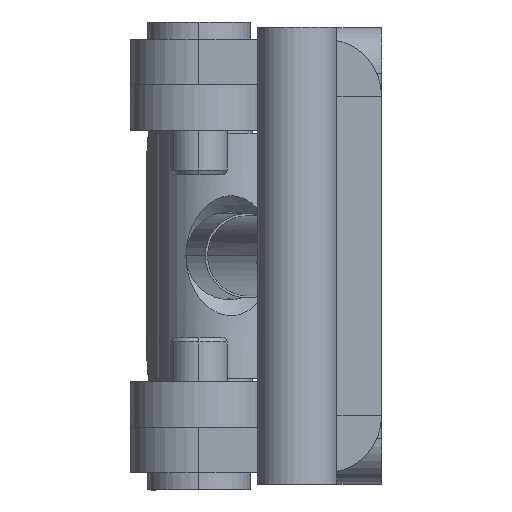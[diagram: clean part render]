
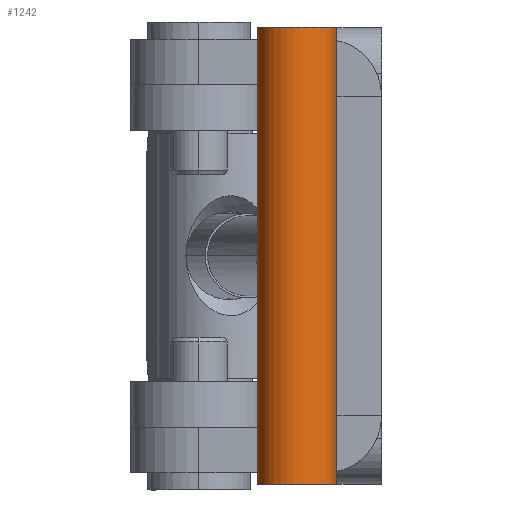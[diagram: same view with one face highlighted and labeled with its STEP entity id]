
A CAD part, left-side view. The second image highlights one B-rep face of the part: STEP entity #1242.
In plain terms, the highlighted cylindrical face has radius 3.5 mm (diameter 7 mm), a partial arc.
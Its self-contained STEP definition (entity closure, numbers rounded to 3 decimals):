
#13 = ORIENTED_EDGE ( 'NONE', *, *, #3354, .F. ) ;
#80 = VERTEX_POINT ( 'NONE', #3411 ) ;
#117 = LINE ( 'NONE', #792, #1106 ) ;
#620 = CARTESIAN_POINT ( 'NONE',  ( 20., 85., 0. ) ) ;
#697 = CARTESIAN_POINT ( 'NONE',  ( 20., 85., 3.5 ) ) ;
#728 = ORIENTED_EDGE ( 'NONE', *, *, #2575, .T. ) ;
#746 = FACE_OUTER_BOUND ( 'NONE', #1343, .T. ) ;
#778 = VERTEX_POINT ( 'NONE', #2371 ) ;
#792 = CARTESIAN_POINT ( 'NONE',  ( 20., 85., -3.5 ) ) ;
#1035 = CARTESIAN_POINT ( 'NONE',  ( 20., 85., -3.5 ) ) ;
#1106 = VECTOR ( 'NONE', #1743, 1000. ) ;
#1222 = ORIENTED_EDGE ( 'NONE', *, *, #1731, .F. ) ;
#1242 = ADVANCED_FACE ( 'NONE', ( #746 ), #2287, .T. ) ;
#1263 = CARTESIAN_POINT ( 'NONE',  ( -20., 85., -3.5 ) ) ;
#1343 = EDGE_LOOP ( 'NONE', ( #1222, #3671, #728, #2991, #13, #2890 ) ) ;
#1358 = AXIS2_PLACEMENT_3D ( 'NONE', #1431, #3369, #3996 ) ;
#1431 = CARTESIAN_POINT ( 'NONE',  ( -20., 85., 0. ) ) ;
#1452 = AXIS2_PLACEMENT_3D ( 'NONE', #3000, #2984, #2967 ) ;
#1523 = CIRCLE ( 'NONE', #1452, 3.5 ) ;
#1638 = LINE ( 'NONE', #3182, #3837 ) ;
#1644 = CARTESIAN_POINT ( 'NONE',  ( 20., 85., 3.5 ) ) ;
#1731 = EDGE_CURVE ( 'NONE', #3764, #2510, #1523, .T. ) ;
#1743 = DIRECTION ( 'NONE',  ( -1., 0., 0. ) ) ;
#2034 = EDGE_CURVE ( 'NONE', #3764, #80, #2176, .T. ) ;
#2176 = LINE ( 'NONE', #1035, #3441 ) ;
#2250 = LINE ( 'NONE', #1644, #3789 ) ;
#2287 = CYLINDRICAL_SURFACE ( 'NONE', #3854, 3.5 ) ;
#2355 = VERTEX_POINT ( 'NONE', #1263 ) ;
#2370 = EDGE_CURVE ( 'NONE', #2355, #778, #2936, .T. ) ;
#2371 = CARTESIAN_POINT ( 'NONE',  ( -20., 85., 3.5 ) ) ;
#2510 = VERTEX_POINT ( 'NONE', #697 ) ;
#2575 = EDGE_CURVE ( 'NONE', #80, #2355, #117, .T. ) ;
#2619 = DIRECTION ( 'NONE',  ( -1., 0., 0. ) ) ;
#2663 = DIRECTION ( 'NONE',  ( -1., 0., 0. ) ) ;
#2687 = CARTESIAN_POINT ( 'NONE',  ( 0., 85., 3.5 ) ) ;
#2890 = ORIENTED_EDGE ( 'NONE', *, *, #3013, .F. ) ;
#2936 = CIRCLE ( 'NONE', #1358, 3.5 ) ;
#2967 = DIRECTION ( 'NONE',  ( 0., 0., -1. ) ) ;
#2984 = DIRECTION ( 'NONE',  ( 1., 0., 0. ) ) ;
#2991 = ORIENTED_EDGE ( 'NONE', *, *, #2370, .T. ) ;
#3000 = CARTESIAN_POINT ( 'NONE',  ( 20., 85., 0. ) ) ;
#3013 = EDGE_CURVE ( 'NONE', #2510, #4115, #1638, .T. ) ;
#3165 = DIRECTION ( 'NONE',  ( -1., 0., 0. ) ) ;
#3182 = CARTESIAN_POINT ( 'NONE',  ( 20., 85., 3.5 ) ) ;
#3354 = EDGE_CURVE ( 'NONE', #4115, #778, #2250, .T. ) ;
#3369 = DIRECTION ( 'NONE',  ( 1., 0., 0. ) ) ;
#3411 = CARTESIAN_POINT ( 'NONE',  ( 0., 85., -3.5 ) ) ;
#3441 = VECTOR ( 'NONE', #3165, 1000. ) ;
#3651 = DIRECTION ( 'NONE',  ( -1., 0., 0. ) ) ;
#3671 = ORIENTED_EDGE ( 'NONE', *, *, #2034, .T. ) ;
#3764 = VERTEX_POINT ( 'NONE', #4103 ) ;
#3789 = VECTOR ( 'NONE', #2619, 1000. ) ;
#3837 = VECTOR ( 'NONE', #2663, 1000. ) ;
#3854 = AXIS2_PLACEMENT_3D ( 'NONE', #620, #3651, #4202 ) ;
#3996 = DIRECTION ( 'NONE',  ( 0., 0., -1. ) ) ;
#4103 = CARTESIAN_POINT ( 'NONE',  ( 20., 85., -3.5 ) ) ;
#4115 = VERTEX_POINT ( 'NONE', #2687 ) ;
#4202 = DIRECTION ( 'NONE',  ( 0., 0., 1. ) ) ;
